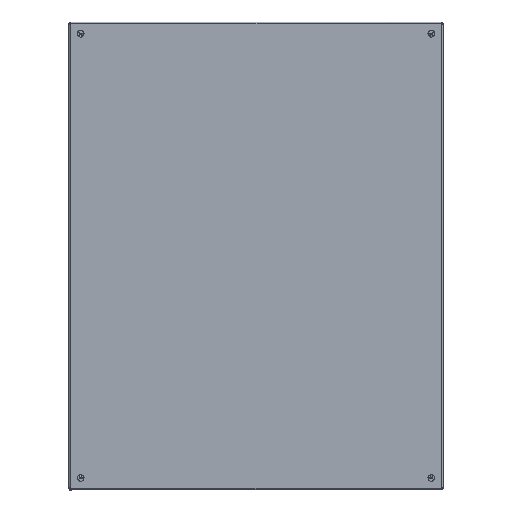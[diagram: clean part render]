
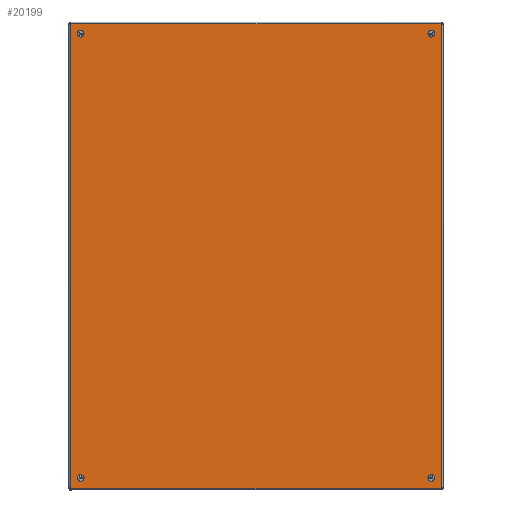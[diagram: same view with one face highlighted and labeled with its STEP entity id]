
A CAD part, top view. The second image highlights one B-rep face of the part: STEP entity #20199.
In plain terms, the highlighted face is planar.
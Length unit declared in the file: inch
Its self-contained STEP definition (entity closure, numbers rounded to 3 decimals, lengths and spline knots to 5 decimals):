
#15298=CARTESIAN_POINT('',(0.53125,0.75,0.0));
#15299=VERTEX_POINT('',#15298);
#15300=CARTESIAN_POINT('',(0.75,0.75,0.0));
#15301=DIRECTION('',(0.0,0.0,1.0));
#15302=DIRECTION('',(1.0,0.0,0.0));
#15303=AXIS2_PLACEMENT_3D('',#15300,#15301,#15302);
#15304=CIRCLE('',#15303,0.21875);
#15305=EDGE_CURVE('',#15299,#15299,#15304,.T.);
#15326=CARTESIAN_POINT('',(23.03125,0.75,0.0));
#15327=VERTEX_POINT('',#15326);
#15328=CARTESIAN_POINT('',(23.25,0.75,0.0));
#15329=DIRECTION('',(0.0,0.0,1.0));
#15330=DIRECTION('',(1.0,0.0,0.0));
#15331=AXIS2_PLACEMENT_3D('',#15328,#15329,#15330);
#15332=CIRCLE('',#15331,0.21875);
#15333=EDGE_CURVE('',#15327,#15327,#15332,.T.);
#15354=CARTESIAN_POINT('',(0.53125,29.25,0.0));
#15355=VERTEX_POINT('',#15354);
#15356=CARTESIAN_POINT('',(0.75,29.25,0.0));
#15357=DIRECTION('',(0.0,0.0,1.0));
#15358=DIRECTION('',(1.0,0.0,0.0));
#15359=AXIS2_PLACEMENT_3D('',#15356,#15357,#15358);
#15360=CIRCLE('',#15359,0.21875);
#15361=EDGE_CURVE('',#15355,#15355,#15360,.T.);
#15382=CARTESIAN_POINT('',(23.03125,29.25,0.0));
#15383=VERTEX_POINT('',#15382);
#15384=CARTESIAN_POINT('',(23.25,29.25,0.0));
#15385=DIRECTION('',(0.0,0.0,1.0));
#15386=DIRECTION('',(1.0,0.0,0.0));
#15387=AXIS2_PLACEMENT_3D('',#15384,#15385,#15386);
#15388=CIRCLE('',#15387,0.21875);
#15389=EDGE_CURVE('',#15383,#15383,#15388,.T.);
#18977=CARTESIAN_POINT('',(23.89475,29.88277,0.0));
#18978=VERTEX_POINT('',#18977);
#19075=CARTESIAN_POINT('',(23.89475,0.11723,0.0));
#19076=VERTEX_POINT('',#19075);
#19119=CARTESIAN_POINT('',(23.89475,29.88277,0.0));
#19120=DIRECTION('',(0.0,-1.0,0.0));
#19121=VECTOR('',#19120,29.76553);
#19122=LINE('',#19119,#19121);
#19123=EDGE_CURVE('',#18978,#19076,#19122,.T.);
#19294=CARTESIAN_POINT('',(0.11723,29.89475,0.));
#19295=VERTEX_POINT('',#19294);
#19392=CARTESIAN_POINT('',(23.88277,29.89475,0.0));
#19393=VERTEX_POINT('',#19392);
#19436=CARTESIAN_POINT('',(0.11723,29.89475,0.0));
#19437=DIRECTION('',(1.0,0.0,0.0));
#19438=VECTOR('',#19437,23.76553);
#19439=LINE('',#19436,#19438);
#19440=EDGE_CURVE('',#19295,#19393,#19439,.T.);
#19607=CARTESIAN_POINT('',(0.10525,0.11723,0.0));
#19608=VERTEX_POINT('',#19607);
#19705=CARTESIAN_POINT('',(0.10525,29.88277,0.0));
#19706=VERTEX_POINT('',#19705);
#19749=CARTESIAN_POINT('',(0.10525,0.11723,0.0));
#19750=DIRECTION('',(0.0,1.0,0.0));
#19751=VECTOR('',#19750,29.76553);
#19752=LINE('',#19749,#19751);
#19753=EDGE_CURVE('',#19608,#19706,#19752,.T.);
#19920=CARTESIAN_POINT('',(23.88277,0.10525,0.0));
#19921=VERTEX_POINT('',#19920);
#19976=CARTESIAN_POINT('',(0.11723,0.10525,0.0));
#19977=VERTEX_POINT('',#19976);
#19991=CARTESIAN_POINT('',(23.88277,0.10525,0.0));
#19992=DIRECTION('',(-1.0,0.0,0.0));
#19993=VECTOR('',#19992,23.76553);
#19994=LINE('',#19991,#19993);
#19995=EDGE_CURVE('',#19921,#19977,#19994,.T.);
#20086=CARTESIAN_POINT('',(0.06211,0.06211,0.0));
#20087=DIRECTION('',(0.0,0.0,1.0));
#20088=DIRECTION('',(1.0,0.0,0.0));
#20089=AXIS2_PLACEMENT_3D('',#20086,#20087,#20088);
#20090=CIRCLE('',#20089,0.07);
#20091=EDGE_CURVE('',#19977,#19608,#20090,.T.);
#20148=CARTESIAN_POINT('',(23.93789,0.06211,0.0));
#20149=DIRECTION('',(0.0,0.0,1.0));
#20150=DIRECTION('',(1.0,0.0,0.0));
#20151=AXIS2_PLACEMENT_3D('',#20148,#20149,#20150);
#20152=CIRCLE('',#20151,0.07);
#20153=EDGE_CURVE('',#19076,#19921,#20152,.T.);
#20160=CARTESIAN_POINT('',(12.,15.,0.0));
#20161=DIRECTION('',(0.0,0.0,1.0));
#20162=DIRECTION('',(1.0,0.0,0.0));
#20163=AXIS2_PLACEMENT_3D('',#20160,#20161,#20162);
#20164=PLANE('',#20163);
#20165=ORIENTED_EDGE('',*,*,#19995,.T.);
#20166=ORIENTED_EDGE('',*,*,#20091,.T.);
#20167=ORIENTED_EDGE('',*,*,#19753,.T.);
#20168=CARTESIAN_POINT('',(0.06211,29.93789,0.0));
#20169=DIRECTION('',(0.0,0.0,1.0));
#20170=DIRECTION('',(1.0,0.0,0.0));
#20171=AXIS2_PLACEMENT_3D('',#20168,#20169,#20170);
#20172=CIRCLE('',#20171,0.07);
#20173=EDGE_CURVE('',#19706,#19295,#20172,.T.);
#20174=ORIENTED_EDGE('',*,*,#20173,.T.);
#20175=ORIENTED_EDGE('',*,*,#19440,.T.);
#20176=CARTESIAN_POINT('',(23.93789,29.93789,0.0));
#20177=DIRECTION('',(0.0,0.0,1.0));
#20178=DIRECTION('',(1.0,0.0,0.0));
#20179=AXIS2_PLACEMENT_3D('',#20176,#20177,#20178);
#20180=CIRCLE('',#20179,0.07);
#20181=EDGE_CURVE('',#19393,#18978,#20180,.T.);
#20182=ORIENTED_EDGE('',*,*,#20181,.T.);
#20183=ORIENTED_EDGE('',*,*,#19123,.T.);
#20184=ORIENTED_EDGE('',*,*,#20153,.T.);
#20185=EDGE_LOOP('',(#20165,#20166,#20167,#20174,#20175,#20182,#20183,#20184));
#20186=FACE_OUTER_BOUND('',#20185,.T.);
#20187=ORIENTED_EDGE('',*,*,#15305,.T.);
#20188=EDGE_LOOP('',(#20187));
#20189=FACE_BOUND('',#20188,.T.);
#20190=ORIENTED_EDGE('',*,*,#15333,.T.);
#20191=EDGE_LOOP('',(#20190));
#20192=FACE_BOUND('',#20191,.T.);
#20193=ORIENTED_EDGE('',*,*,#15361,.T.);
#20194=EDGE_LOOP('',(#20193));
#20195=FACE_BOUND('',#20194,.T.);
#20196=ORIENTED_EDGE('',*,*,#15389,.T.);
#20197=EDGE_LOOP('',(#20196));
#20198=FACE_BOUND('',#20197,.T.);
#20199=ADVANCED_FACE('',(#20186,#20189,#20192,#20195,#20198),#20164,.F.);
